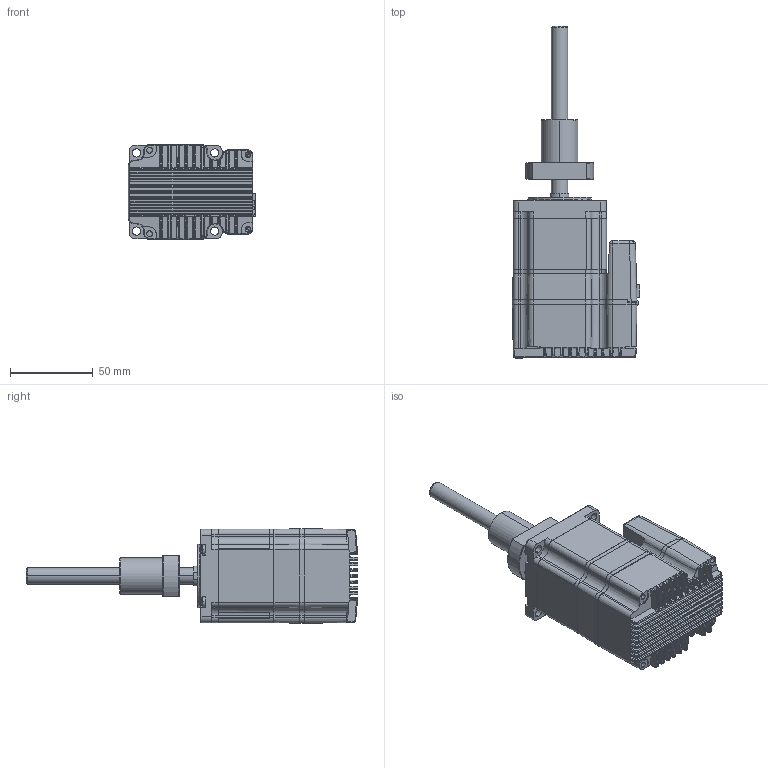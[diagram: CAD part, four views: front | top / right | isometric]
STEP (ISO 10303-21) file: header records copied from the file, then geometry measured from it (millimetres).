
FILE_DESCRIPTION (( 'STEP AP203' ), '1' );
FILE_NAME ('TSM23Q-2RG-B1010-105-FF1-0.STEP', '2021-08-02T08:53:35', ( '' ), ( '' ), 'SwSTEP 2.0', 'SolidWorks 2014', '' );
FILE_SCHEMA (( 'CONFIG_CONTROL_DESIGN' ));
Products named in the file (1): TSM23Q-2RG-B1010-105-FF1-0
Bounding box: 76.76 x 200.15 x 57.09 mm (x, y, z)
Surface area: 56482.8 mm2 (no closed solid volume)
Topology: 0 solids, 26 shells, 987 faces, 3272 edges, 2291 vertices
Faces by surface type: plane 450, cylinder 302, bspline 173, cone 52, sphere 10
Entity records: 42227 total; most frequent: CARTESIAN_POINT 15038, ORIENTED_EDGE 5628, DIRECTION 5155, EDGE_CURVE 3266, VERTEX_POINT 2287, LINE 1721, VECTOR 1721, AXIS2_PLACEMENT_3D 1717
